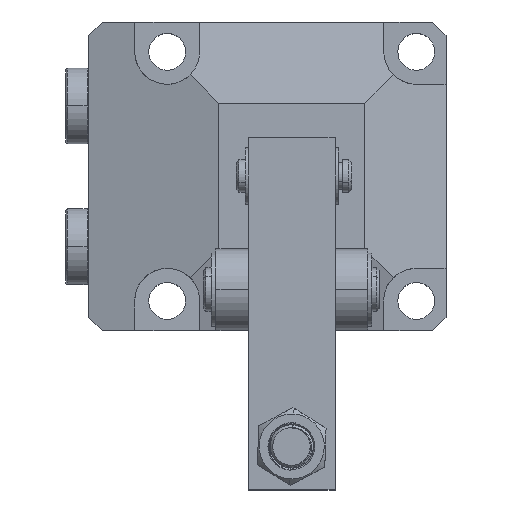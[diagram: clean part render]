
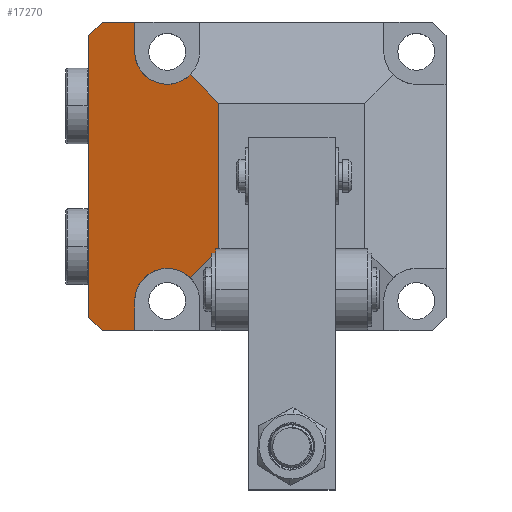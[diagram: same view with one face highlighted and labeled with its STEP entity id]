
A CAD part, top view. The second image highlights one B-rep face of the part: STEP entity #17270.
In plain terms, the highlighted planar face has unit normal (-0.259, 0, 0.966).
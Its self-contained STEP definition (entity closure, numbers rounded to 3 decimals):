
#276 = EDGE_CURVE ( 'NONE', #20072, #23303, #5183, .T. ) ;
#331 = LINE ( 'NONE', #6611, #10467 ) ;
#627 = ORIENTED_EDGE ( 'NONE', *, *, #2293, .F. ) ;
#1089 = PLANE ( 'NONE',  #9892 ) ;
#1204 = LINE ( 'NONE', #12306, #16777 ) ;
#1291 = EDGE_CURVE ( 'NONE', #25219, #13159, #331, .T. ) ;
#1493 = LINE ( 'NONE', #19770, #6864 ) ;
#1550 =( BOUNDED_CURVE ( )  B_SPLINE_CURVE ( 3, ( #17666, #3454, #15612, #5507 ),
 .UNSPECIFIED., .F., .F. ) 
 B_SPLINE_CURVE_WITH_KNOTS ( ( 4, 4 ),
 ( 0.785, 3.142 ),
 .UNSPECIFIED. ) 
 CURVE ( )  GEOMETRIC_REPRESENTATION_ITEM ( )  RATIONAL_B_SPLINE_CURVE ( ( 1., 0.588, 0.588, 1. ) ) 
 REPRESENTATION_ITEM ( '' )  );
#1634 = VECTOR ( 'NONE', #5408, 1000. ) ;
#1753 = LINE ( 'NONE', #18550, #22730 ) ;
#2293 = EDGE_CURVE ( 'NONE', #8121, #25219, #1550, .T. ) ;
#2382 = CARTESIAN_POINT ( 'NONE',  ( -29., 28.5, 10.097 ) ) ;
#2978 = DIRECTION ( 'NONE',  ( 0., 1., 0. ) ) ;
#3068 = VERTEX_POINT ( 'NONE', #2382 ) ;
#3128 = DIRECTION ( 'NONE',  ( -0.966, 0., -0.259 ) ) ;
#3339 = VECTOR ( 'NONE', #19321, 1000. ) ;
#3349 = CARTESIAN_POINT ( 'NONE',  ( -36.668, 26.832, 8.042 ) ) ;
#3384 = CARTESIAN_POINT ( 'NONE',  ( -37.5, -26., 7.819 ) ) ;
#3454 = CARTESIAN_POINT ( 'NONE',  ( -23.198, -14.317, 11.651 ) ) ;
#4167 = EDGE_CURVE ( 'NONE', #10374, #20072, #17761, .T. ) ;
#4256 =( BOUNDED_CURVE ( )  B_SPLINE_CURVE ( 3, ( #11960, #24168, #7942, #22199 ),
 .UNSPECIFIED., .F., .T. ) 
 B_SPLINE_CURVE_WITH_KNOTS ( ( 4, 4 ),
 ( 3.142, 5.498 ),
 .UNSPECIFIED. ) 
 CURVE ( )  GEOMETRIC_REPRESENTATION_ITEM ( )  RATIONAL_B_SPLINE_CURVE ( ( 1., 0.588, 0.588, 1. ) ) 
 REPRESENTATION_ITEM ( '' )  );
#4493 = EDGE_CURVE ( 'NONE', #4589, #14597, #1204, .T. ) ;
#4589 = VERTEX_POINT ( 'NONE', #6591 ) ;
#5183 = LINE ( 'NONE', #11164, #16003 ) ;
#5408 = DIRECTION ( 'NONE',  ( 0.695, 0.695, 0.186 ) ) ;
#5507 = CARTESIAN_POINT ( 'NONE',  ( -29., -23., 10.097 ) ) ;
#5583 = DIRECTION ( 'NONE',  ( 0.695, 0.695, 0.186 ) ) ;
#5783 = ORIENTED_EDGE ( 'NONE', *, *, #276, .F. ) ;
#6471 = DIRECTION ( 'NONE',  ( -0.695, 0.695, -0.186 ) ) ;
#6591 = CARTESIAN_POINT ( 'NONE',  ( -13.5, -13.5, 14.25 ) ) ;
#6611 = CARTESIAN_POINT ( 'NONE',  ( -29., -23., 10.097 ) ) ;
#6696 = CARTESIAN_POINT ( 'NONE',  ( -29., -23., 10.097 ) ) ;
#6825 = CARTESIAN_POINT ( 'NONE',  ( -37.5, 26., 7.819 ) ) ;
#6832 = CARTESIAN_POINT ( 'NONE',  ( -29., -28.5, 10.097 ) ) ;
#6856 = ORIENTED_EDGE ( 'NONE', *, *, #4167, .F. ) ;
#6864 = VECTOR ( 'NONE', #5583, 1000. ) ;
#6982 = LINE ( 'NONE', #3349, #1634 ) ;
#7884 = LINE ( 'NONE', #23898, #18072 ) ;
#7942 = CARTESIAN_POINT ( 'NONE',  ( -23.198, 14.317, 11.651 ) ) ;
#8003 = DIRECTION ( 'NONE',  ( -0.695, 0.695, -0.186 ) ) ;
#8121 = VERTEX_POINT ( 'NONE', #11378 ) ;
#8974 = CARTESIAN_POINT ( 'NONE',  ( -13.5, 13.5, 14.25 ) ) ;
#9534 = ORIENTED_EDGE ( 'NONE', *, *, #17806, .T. ) ;
#9595 = ORIENTED_EDGE ( 'NONE', *, *, #1291, .F. ) ;
#9800 = EDGE_CURVE ( 'NONE', #23303, #25257, #6982, .T. ) ;
#9892 = AXIS2_PLACEMENT_3D ( 'NONE', #11129, #15281, #3128 ) ;
#10011 = VERTEX_POINT ( 'NONE', #15024 ) ;
#10355 = ORIENTED_EDGE ( 'NONE', *, *, #15694, .F. ) ;
#10374 = VERTEX_POINT ( 'NONE', #13978 ) ;
#10417 = DIRECTION ( 'NONE',  ( 0., 1., 0. ) ) ;
#10458 = ORIENTED_EDGE ( 'NONE', *, *, #9800, .F. ) ;
#10467 = VECTOR ( 'NONE', #24930, 1000. ) ;
#11129 = CARTESIAN_POINT ( 'NONE',  ( -13.5, -40., 14.25 ) ) ;
#11163 = CARTESIAN_POINT ( 'NONE',  ( -29., 23., 10.097 ) ) ;
#11164 = CARTESIAN_POINT ( 'NONE',  ( -37.5, 26., 7.819 ) ) ;
#11378 = CARTESIAN_POINT ( 'NONE',  ( -18.757, -18.757, 12.841 ) ) ;
#11960 = CARTESIAN_POINT ( 'NONE',  ( -29., 23., 10.097 ) ) ;
#12237 = EDGE_LOOP ( 'NONE', ( #627, #15344, #14734, #9534, #18569, #10355, #24368, #10458, #5783, #6856, #23901, #9595 ) ) ;
#12306 = CARTESIAN_POINT ( 'NONE',  ( -13.5, -40., 14.25 ) ) ;
#12364 = VECTOR ( 'NONE', #8003, 1000. ) ;
#13046 = VERTEX_POINT ( 'NONE', #24983 ) ;
#13159 = VERTEX_POINT ( 'NONE', #6832 ) ;
#13807 = DIRECTION ( 'NONE',  ( 0.966, 0., 0.259 ) ) ;
#13872 = EDGE_CURVE ( 'NONE', #8121, #4589, #1493, .T. ) ;
#13978 = CARTESIAN_POINT ( 'NONE',  ( -35., -28.5, 8.489 ) ) ;
#14597 = VERTEX_POINT ( 'NONE', #8974 ) ;
#14734 = ORIENTED_EDGE ( 'NONE', *, *, #4493, .T. ) ;
#14821 = DIRECTION ( 'NONE',  ( -0.966, 0., -0.259 ) ) ;
#14843 = CARTESIAN_POINT ( 'NONE',  ( -35., 28.5, 8.489 ) ) ;
#15024 = CARTESIAN_POINT ( 'NONE',  ( -29., 23., 10.097 ) ) ;
#15281 = DIRECTION ( 'NONE',  ( 0.259, 0., -0.966 ) ) ;
#15344 = ORIENTED_EDGE ( 'NONE', *, *, #13872, .T. ) ;
#15612 = CARTESIAN_POINT ( 'NONE',  ( -29., -16.72, 10.097 ) ) ;
#15694 = EDGE_CURVE ( 'NONE', #3068, #10011, #19545, .T. ) ;
#16003 = VECTOR ( 'NONE', #2978, 1000. ) ;
#16168 = LINE ( 'NONE', #24998, #21580 ) ;
#16255 = EDGE_CURVE ( 'NONE', #10011, #13046, #4256, .T. ) ;
#16777 = VECTOR ( 'NONE', #10417, 1000. ) ;
#17270 = ADVANCED_FACE ( 'NONE', ( #24360 ), #1089, .F. ) ;
#17666 = CARTESIAN_POINT ( 'NONE',  ( -18.757, -18.757, 12.841 ) ) ;
#17761 = LINE ( 'NONE', #20110, #12364 ) ;
#17806 = EDGE_CURVE ( 'NONE', #14597, #13046, #1753, .T. ) ;
#18072 = VECTOR ( 'NONE', #13807, 1000. ) ;
#18550 = CARTESIAN_POINT ( 'NONE',  ( 12.323, -12.323, 21.169 ) ) ;
#18569 = ORIENTED_EDGE ( 'NONE', *, *, #16255, .F. ) ;
#19321 = DIRECTION ( 'NONE',  ( 0., -1., 0. ) ) ;
#19545 = LINE ( 'NONE', #11163, #3339 ) ;
#19770 = CARTESIAN_POINT ( 'NONE',  ( -26.291, -26.291, 10.823 ) ) ;
#20072 = VERTEX_POINT ( 'NONE', #3384 ) ;
#20110 = CARTESIAN_POINT ( 'NONE',  ( -36.668, -26.832, 8.042 ) ) ;
#21580 = VECTOR ( 'NONE', #14821, 1000. ) ;
#22199 = CARTESIAN_POINT ( 'NONE',  ( -18.757, 18.757, 12.841 ) ) ;
#22730 = VECTOR ( 'NONE', #6471, 1000. ) ;
#23303 = VERTEX_POINT ( 'NONE', #6825 ) ;
#23898 = CARTESIAN_POINT ( 'NONE',  ( -33.56, 28.5, 8.875 ) ) ;
#23901 = ORIENTED_EDGE ( 'NONE', *, *, #25952, .F. ) ;
#24168 = CARTESIAN_POINT ( 'NONE',  ( -29., 16.72, 10.097 ) ) ;
#24360 = FACE_OUTER_BOUND ( 'NONE', #12237, .T. ) ;
#24368 = ORIENTED_EDGE ( 'NONE', *, *, #24455, .F. ) ;
#24455 = EDGE_CURVE ( 'NONE', #25257, #3068, #7884, .T. ) ;
#24930 = DIRECTION ( 'NONE',  ( 0., -1., 0. ) ) ;
#24983 = CARTESIAN_POINT ( 'NONE',  ( -18.757, 18.757, 12.841 ) ) ;
#24998 = CARTESIAN_POINT ( 'NONE',  ( -33.56, -28.5, 8.875 ) ) ;
#25219 = VERTEX_POINT ( 'NONE', #6696 ) ;
#25257 = VERTEX_POINT ( 'NONE', #14843 ) ;
#25952 = EDGE_CURVE ( 'NONE', #13159, #10374, #16168, .T. ) ;
